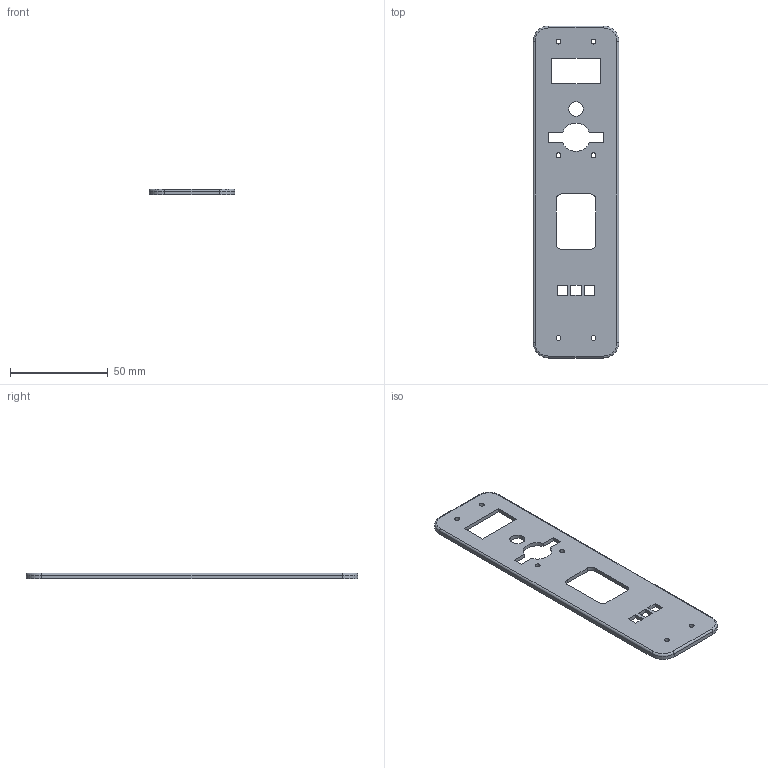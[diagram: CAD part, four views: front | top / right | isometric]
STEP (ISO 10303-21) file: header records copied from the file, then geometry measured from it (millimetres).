
FILE_DESCRIPTION (( 'STEP AP203' ), '1' );
FILE_NAME ('Lid.STEP', '2024-12-18T14:50:41', ( '' ), ( '' ), 'SwSTEP 2.0', 'SolidWorks 2023', '' );
FILE_SCHEMA (( 'CONFIG_CONTROL_DESIGN' ));
Length unit declared in the file: millimetre
Products named in the file (1): Lid
Bounding box: 44 x 170.26 x 3 mm (x, y, z)
Volume: 13283.3 mm3; surface area: 14527.8 mm2
Topology: 1 solids, 1 shells, 93 faces, 242 edges, 156 vertices
Faces by surface type: cylinder 44, plane 41, torus 8
Entity records: 2993 total; most frequent: DIRECTION 526, CARTESIAN_POINT 492, ORIENTED_EDGE 484, EDGE_CURVE 242, AXIS2_PLACEMENT_3D 190, VERTEX_POINT 156, VECTOR 146, LINE 146
